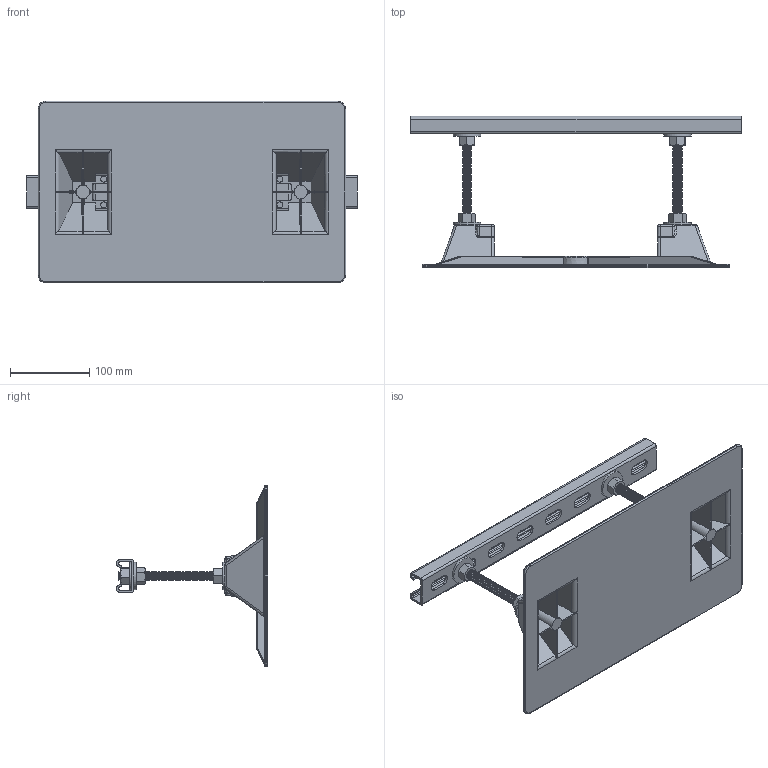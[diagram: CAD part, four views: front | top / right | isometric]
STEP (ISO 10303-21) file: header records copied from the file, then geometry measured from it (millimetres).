
FILE_DESCRIPTION((''),'2;1');
FILE_NAME('16-BS-7.stp','2012-11-21T10:07:41',('rdavis'),(''),'Autodesk Inventor 2013','Autodesk Inventor 2013','');
FILE_SCHEMA(('AUTOMOTIVE_DESIGN { 1 0 10303 214 1 1 1 1 }'));
Length unit declared in the file: inch
Products named in the file (6): 16-BS-7; Hex Nut_AI_HNUT 0; All Thread_.4875 dia X 7_; 16 inch strut; Flat Washer Type A Wide_AI_FW 0; 9x15.25 No Logo
Assembly tree (16 placements, depth 2):
  16-BS-7
    Hex Nut_AI_HNUT 0  x6
    All Thread_.4875 dia X 7_  x2
    16 inch strut
    Flat Washer Type A Wide_AI_FW 0  x6
    9x15.25 No Logo
Bounding box: 415.93 x 190.63 x 228.6 mm (x, y, z)
Volume: 596915.7 mm3; surface area: 382083.1 mm2
Topology: 16 solids, 16 shells, 1871 faces, 4769 edges, 3037 vertices
Faces by surface type: plane 839, cone 389, cylinder 354, bspline 242, torus 27, sphere 20
Full cylindrical faces by diameter (mm): 3.556 x4, 7.62 x4, 10.716 x6, 12.383 x148, 12.7 x6, 12.954 x2, 14.275 x6, 34.925 x6
Entity records: 57077 total; most frequent: CARTESIAN_POINT 21969, ORIENTED_EDGE 6966, DIRECTION 6180, EDGE_CURVE 3483, VERTEX_POINT 2339, VECTOR 2328, LINE 2328, AXIS2_PLACEMENT_3D 1926
